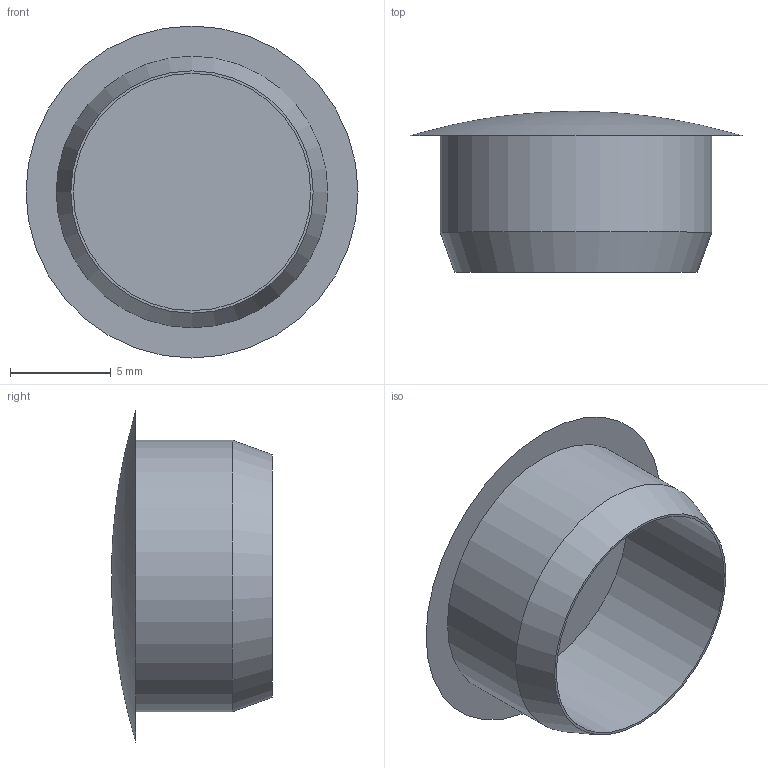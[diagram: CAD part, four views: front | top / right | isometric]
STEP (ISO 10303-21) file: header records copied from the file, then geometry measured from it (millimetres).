
FILE_DESCRIPTION(/* description */ ('Korek zaślepiający D=13,5mm Szary'),/* implementation_level */ '2;1');
FILE_NAME(/* name */ '220013.s.obj.stp',/* time_stamp */ '2022-07-29T06:23:43+02:00',/* author */ ('aluteckkpl_am'),/* organization */ (''),/* preprocessor_version */ 'ST-DEVELOPER v18.1',/* originating_system */ 'Autodesk Inventor 2021',/* authorisation */ '');
FILE_SCHEMA (('CONFIG_CONTROL_DESIGN'));
Length unit declared in the file: millimetre
Products named in the file (1): 220013.s
Bounding box: 16.5 x 8 x 16.5 mm (x, y, z)
Volume: 329.6 mm3; surface area: 944.4 mm2
Topology: 1 solids, 1 shells, 7 faces, 16 edges, 12 vertices
Faces by surface type: plane 3, cylinder 2, cone 1, bspline 1
Full cylindrical faces by diameter (mm): 11.8 x1, 13.5 x1
Entity records: 272 total; most frequent: CARTESIAN_POINT 61, DIRECTION 41, ORIENTED_EDGE 30, AXIS2_PLACEMENT_3D 19, EDGE_CURVE 15, CIRCLE 12, VERTEX_POINT 12, EDGE_LOOP 9
